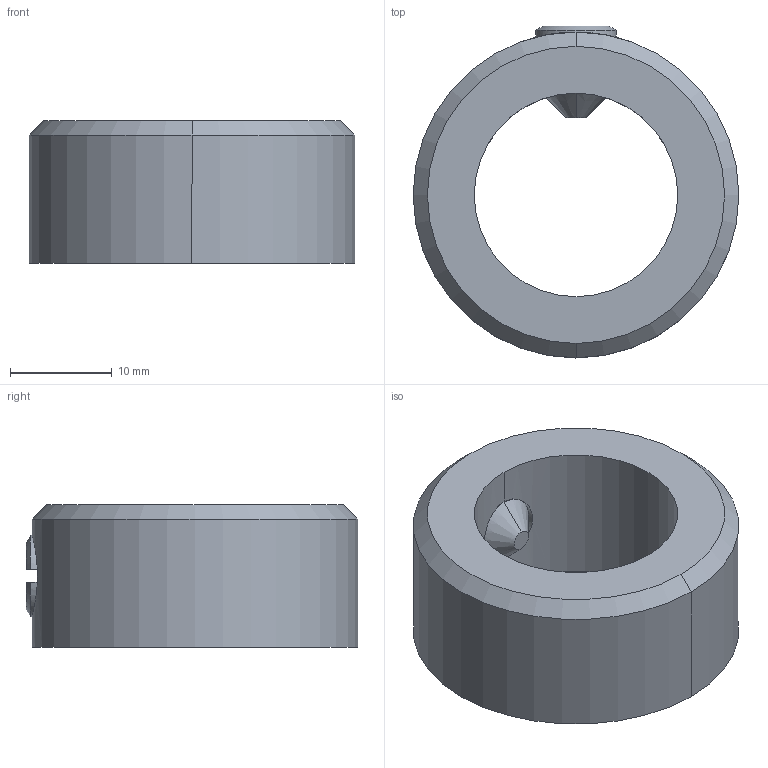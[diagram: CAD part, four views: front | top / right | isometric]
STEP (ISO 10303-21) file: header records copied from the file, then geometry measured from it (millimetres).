
FILE_DESCRIPTION(('Creo Elements/Direct Modeling STEP Export'),'2;1');
FILE_NAME('21480_Stellring-DIN705_A20-St-verz-(20_32x14).stp','2022-12-12T14:09:11',(''),(''),'PTC Creo Elements/Direct Modeling STEP processor for AP214 (Solid Model)','PTC Creo Elements/Direct Modeling 19.0C 15-Aug-2015 (C) Parametric Technology GmbH','');
FILE_SCHEMA(('AUTOMOTIVE_DESIGN { 1 0 10303 214 1 1 1 1 }'));
Length unit declared in the file: millimetre
Products named in the file (2): Stellring-DIN705_A20-St-verz-2032x14_21480_PX183653
Assembly tree (1 placements, depth 2):
  Stellring-DIN705_A20-St-verz-2032x14_21480_PX183653
    Stellring-DIN705_A20-St-verz-2032x14_21480_PX183653
Bounding box: 32 x 32.6 x 14 mm (x, y, z)
Volume: 6809.8 mm3; surface area: 3255.3 mm2
Topology: 1 solids, 1 shells, 24 faces, 55 edges, 33 vertices
Faces by surface type: cylinder 10, plane 8, cone 6
Entity records: 945 total; most frequent: CARTESIAN_POINT 372, ORIENTED_EDGE 110, DIRECTION 98, EDGE_CURVE 55, AXIS2_PLACEMENT_3D 39, VERTEX_POINT 33, EDGE_LOOP 26, FACE_OUTER_BOUND 24
